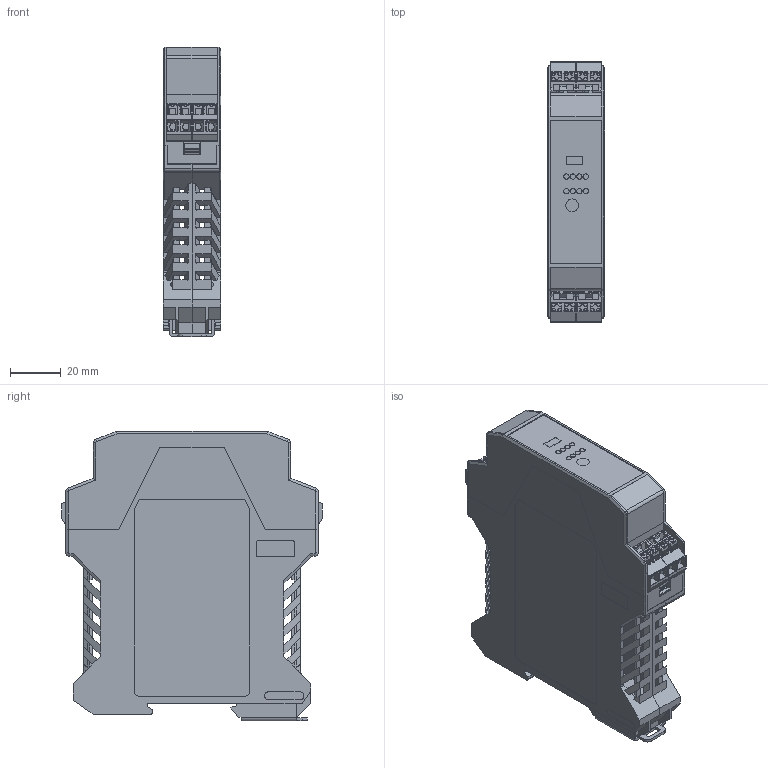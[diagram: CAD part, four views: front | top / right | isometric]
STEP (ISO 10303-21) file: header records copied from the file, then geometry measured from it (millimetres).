
FILE_DESCRIPTION(/* description */ ('Alibre Inc.'),/* implementation_level */ '2;1');
FILE_NAME(/* name */ 'export-C76FC47C-F218-4210-8453-094EAF856763',/* time_stamp */ '2019-03-14T09:56:46+01:00',/* author */ (''),/* organization */ (''),/* preprocessor_version */ 'ST-DEVELOPER v17',/* originating_system */ 'Alibre',/* authorisation */ '');
FILE_SCHEMA (('AUTOMOTIVE_DESIGN'));
Length unit declared in the file: millimetre
Bounding box: 22.6 x 102.3 x 113.6 mm (x, y, z)
Volume: 68965.1 mm3; surface area: 81976.6 mm2
Topology: 26 solids, 26 shells, 5777 faces, 16021 edges, 10419 vertices
Faces by surface type: plane 4748, cylinder 895, cone 60, torus 42, sphere 32
Full cylindrical faces by diameter (mm): 2.08 x8, 2.1 x16, 5 x1
Entity records: 74847 total; most frequent: CARTESIAN_POINT 13701, ORIENTED_EDGE 13696, DIRECTION 9815, EDGE_CURVE 6845, VECTOR 5980, LINE 5980, VERTEX_POINT 4460, AXIS2_PLACEMENT_3D 2845
